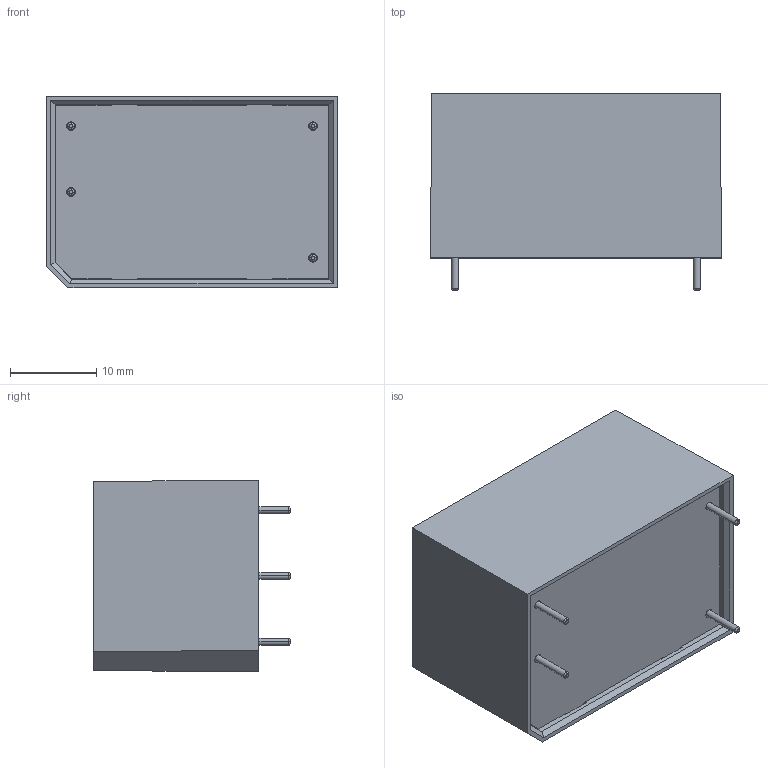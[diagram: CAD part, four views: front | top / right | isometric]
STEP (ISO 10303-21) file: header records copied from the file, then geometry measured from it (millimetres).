
FILE_DESCRIPTION(('FreeCAD Model'),'2;1');
FILE_NAME('RAC02-GA_3D_20190723.step','2019-07-23T10:05:06',('Author'),('') ,'Open CASCADE STEP processor 7.3','FreeCAD','Unknown');
FILE_SCHEMA(('AUTOMOTIVE_DESIGN { 1 0 10303 214 1 1 1 1 }'));
Length unit declared in the file: millimetre
Products named in the file (7): RAC02-GA_bottom_plate; RAC02-GA_PCB; RAC02-GA_pin4(+Vout); RAC02-GA_pin3(-Vout); RAC02-GA_pin1(VAC_in_L); RAC02-GA_pin2(VACin_N); RAC02-GA_case
Bounding box: 33.7 x 22.7 x 22.2 mm (x, y, z)
Volume: 3238.4 mm3; surface area: 8437.4 mm2
Topology: 7 solids, 7 shells, 319 faces, 810 edges, 533 vertices
Faces by surface type: plane 230, cylinder 65, torus 16, bspline 8
Entity records: 9915 total; most frequent: CARTESIAN_POINT 1894, ORIENTED_EDGE 1620, DIRECTION 1615, EDGE_CURVE 810, LINE 619, VECTOR 619, VERTEX_POINT 533, AXIS2_PLACEMENT_3D 498
